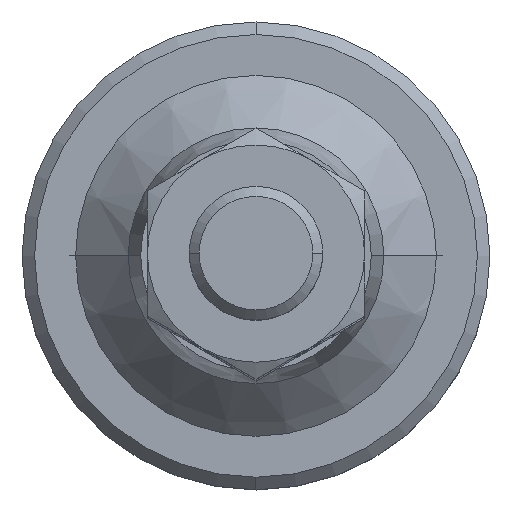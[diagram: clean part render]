
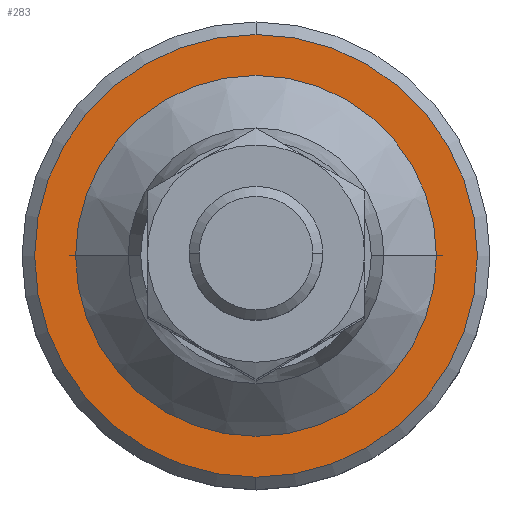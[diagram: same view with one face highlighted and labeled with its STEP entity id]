
A CAD part, top view. The second image highlights one B-rep face of the part: STEP entity #283.
In plain terms, the highlighted planar face has unit normal (0, 0, 1).
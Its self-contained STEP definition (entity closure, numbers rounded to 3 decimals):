
#283=ADVANCED_FACE('',(#562,#563),#564,.T.);
#562=FACE_OUTER_BOUND('',#838,.T.);
#563=FACE_BOUND('',#839,.T.);
#564=PLANE('',#840);
#838=EDGE_LOOP('',(#1511,#1512));
#839=EDGE_LOOP('',(#1513,#1514));
#840=AXIS2_PLACEMENT_3D('',#1515,#1516,#1517);
#1511=ORIENTED_EDGE('',*,*,#1782,.T.);
#1512=ORIENTED_EDGE('',*,*,#1777,.T.);
#1513=ORIENTED_EDGE('',*,*,#1787,.T.);
#1514=ORIENTED_EDGE('',*,*,#1769,.T.);
#1515=CARTESIAN_POINT('',(0.0,0.0,8.3));
#1516=DIRECTION('',(0.0,0.0,1.0));
#1517=DIRECTION('',(1.0,0.0,0.0));
#1769=EDGE_CURVE('',#2126,#2128,#2130,.T.);
#1777=EDGE_CURVE('',#2142,#2140,#2143,.T.);
#1782=EDGE_CURVE('',#2140,#2142,#2149,.T.);
#1787=EDGE_CURVE('',#2128,#2126,#2154,.T.);
#2126=VERTEX_POINT('',#2963);
#2128=VERTEX_POINT('',#2966);
#2130=CIRCLE('',#2969,10.8);
#2140=VERTEX_POINT('',#2981);
#2142=VERTEX_POINT('',#2984);
#2143=CIRCLE('',#2985,13.25);
#2149=CIRCLE('',#2992,13.25);
#2154=CIRCLE('',#2997,10.8);
#2963=CARTESIAN_POINT('',(-10.8,0.,8.3));
#2966=CARTESIAN_POINT('',(10.8,0.,8.3));
#2969=AXIS2_PLACEMENT_3D('',#3260,#3261,#3262);
#2981=CARTESIAN_POINT('',(0.0,13.25,8.3));
#2984=CARTESIAN_POINT('',(0.,-13.25,8.3));
#2985=AXIS2_PLACEMENT_3D('',#3272,#3273,#3274);
#2992=AXIS2_PLACEMENT_3D('',#3282,#3283,#3284);
#2997=AXIS2_PLACEMENT_3D('',#3291,#3292,#3293);
#3260=CARTESIAN_POINT('',(0.0,0.,8.3));
#3261=DIRECTION('',(-0.0,0.0,-1.0));
#3262=DIRECTION('',(-1.0,0.0,0.0));
#3272=CARTESIAN_POINT('',(0.,0.0,8.3));
#3273=DIRECTION('',(0.0,-0.0,1.0));
#3274=DIRECTION('',(0.0,1.0,0.0));
#3282=CARTESIAN_POINT('',(0.,0.0,8.3));
#3283=DIRECTION('',(0.0,-0.0,1.0));
#3284=DIRECTION('',(0.0,1.0,0.0));
#3291=CARTESIAN_POINT('',(0.0,0.,8.3));
#3292=DIRECTION('',(-0.0,0.0,-1.0));
#3293=DIRECTION('',(-1.0,0.0,0.0));
